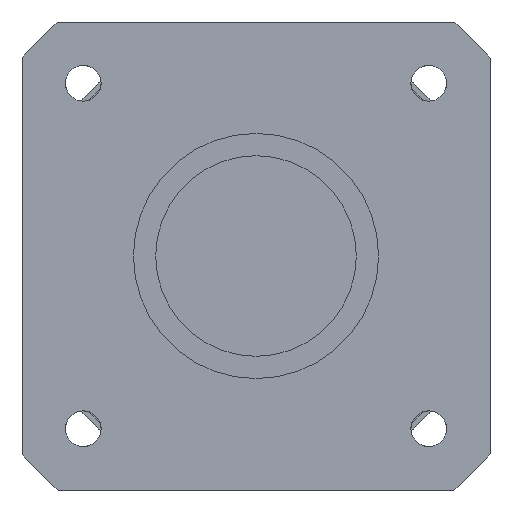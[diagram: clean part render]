
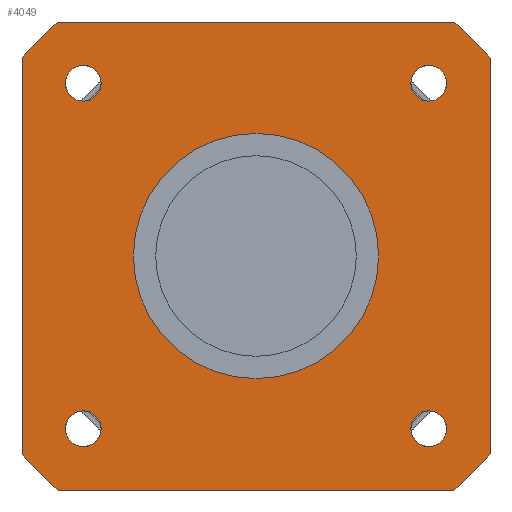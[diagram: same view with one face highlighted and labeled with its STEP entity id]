
A CAD part, left-side view. The second image highlights one B-rep face of the part: STEP entity #4049.
In plain terms, the highlighted planar face has unit normal (-1, 0, 0).
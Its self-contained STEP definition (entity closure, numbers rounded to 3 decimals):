
#89=FACE_BOUND('',#657,.T.);
#90=FACE_BOUND('',#658,.T.);
#91=FACE_BOUND('',#659,.T.);
#92=FACE_BOUND('',#660,.T.);
#93=FACE_BOUND('',#661,.T.);
#227=PLANE('',#4535);
#427=FACE_OUTER_BOUND('',#656,.T.);
#656=EDGE_LOOP('',(#3548,#3549,#3550,#3551,#3552,#3553,#3554,#3555));
#657=EDGE_LOOP('',(#3556));
#658=EDGE_LOOP('',(#3557));
#659=EDGE_LOOP('',(#3558));
#660=EDGE_LOOP('',(#3559));
#661=EDGE_LOOP('',(#3560));
#924=CIRCLE('',#4519,1.6);
#925=CIRCLE('',#4521,1.6);
#926=CIRCLE('',#4523,1.6);
#927=CIRCLE('',#4525,1.6);
#930=CIRCLE('',#4530,11.);
#932=CIRCLE('',#4533,27.5);
#933=CIRCLE('',#4536,27.5);
#934=CIRCLE('',#4537,27.5);
#935=CIRCLE('',#4538,27.5);
#1134=LINE('',#7549,#1349);
#1138=LINE('',#7557,#1353);
#1149=LINE('',#7598,#1364);
#1150=LINE('',#7604,#1365);
#1349=VECTOR('',#5624,10.);
#1353=VECTOR('',#5630,10.);
#1364=VECTOR('',#5675,10.);
#1365=VECTOR('',#5684,10.);
#1820=VERTEX_POINT('',#7541);
#1823=VERTEX_POINT('',#7547);
#1824=VERTEX_POINT('',#7551);
#1826=VERTEX_POINT('',#7555);
#1827=VERTEX_POINT('',#7559);
#1828=VERTEX_POINT('',#7563);
#1829=VERTEX_POINT('',#7567);
#1830=VERTEX_POINT('',#7571);
#1833=VERTEX_POINT('',#7580);
#1836=VERTEX_POINT('',#7587);
#1837=VERTEX_POINT('',#7589);
#1838=VERTEX_POINT('',#7593);
#1840=VERTEX_POINT('',#7600);
#2394=EDGE_CURVE('',#1823,#1820,#1134,.T.);
#2398=EDGE_CURVE('',#1826,#1824,#1138,.T.);
#2400=EDGE_CURVE('',#1827,#1827,#924,.T.);
#2402=EDGE_CURVE('',#1828,#1828,#925,.T.);
#2404=EDGE_CURVE('',#1829,#1829,#926,.T.);
#2406=EDGE_CURVE('',#1830,#1830,#927,.T.);
#2409=EDGE_CURVE('',#1833,#1833,#930,.T.);
#2413=EDGE_CURVE('',#1837,#1836,#932,.T.);
#2418=EDGE_CURVE('',#1837,#1838,#1149,.T.);
#2419=EDGE_CURVE('',#1840,#1824,#933,.T.);
#2420=EDGE_CURVE('',#1826,#1820,#934,.T.);
#2421=EDGE_CURVE('',#1823,#1838,#935,.T.);
#2422=EDGE_CURVE('',#1840,#1836,#1150,.T.);
#3548=ORIENTED_EDGE('',*,*,#2419,.T.);
#3549=ORIENTED_EDGE('',*,*,#2398,.F.);
#3550=ORIENTED_EDGE('',*,*,#2420,.T.);
#3551=ORIENTED_EDGE('',*,*,#2394,.F.);
#3552=ORIENTED_EDGE('',*,*,#2421,.T.);
#3553=ORIENTED_EDGE('',*,*,#2418,.F.);
#3554=ORIENTED_EDGE('',*,*,#2413,.T.);
#3555=ORIENTED_EDGE('',*,*,#2422,.F.);
#3556=ORIENTED_EDGE('',*,*,#2400,.T.);
#3557=ORIENTED_EDGE('',*,*,#2402,.T.);
#3558=ORIENTED_EDGE('',*,*,#2404,.T.);
#3559=ORIENTED_EDGE('',*,*,#2406,.T.);
#3560=ORIENTED_EDGE('',*,*,#2409,.T.);
#4049=ADVANCED_FACE('',(#427,#89,#90,#91,#92,#93),#227,.F.);
#4519=AXIS2_PLACEMENT_3D('',#7561,#5634,#5635);
#4521=AXIS2_PLACEMENT_3D('',#7565,#5639,#5640);
#4523=AXIS2_PLACEMENT_3D('',#7569,#5644,#5645);
#4525=AXIS2_PLACEMENT_3D('',#7573,#5649,#5650);
#4530=AXIS2_PLACEMENT_3D('',#7581,#5659,#5660);
#4533=AXIS2_PLACEMENT_3D('',#7590,#5667,#5668);
#4535=AXIS2_PLACEMENT_3D('',#7599,#5676,#5677);
#4536=AXIS2_PLACEMENT_3D('',#7601,#5678,#5679);
#4537=AXIS2_PLACEMENT_3D('',#7602,#5680,#5681);
#4538=AXIS2_PLACEMENT_3D('',#7603,#5682,#5683);
#5624=DIRECTION('',(0.,1.,0.));
#5630=DIRECTION('',(0.,0.,1.));
#5634=DIRECTION('center_axis',(1.,0.,0.));
#5635=DIRECTION('ref_axis',(0.,0.,
1.));
#5639=DIRECTION('center_axis',(1.,0.,0.));
#5640=DIRECTION('ref_axis',(0.,0.,
1.));
#5644=DIRECTION('center_axis',(1.,0.,0.));
#5645=DIRECTION('ref_axis',(0.,0.,
1.));
#5649=DIRECTION('center_axis',(1.,0.,0.));
#5650=DIRECTION('ref_axis',(0.,0.,
1.));
#5659=DIRECTION('center_axis',(1.,0.,0.));
#5660=DIRECTION('ref_axis',(0.,0.,-1.));
#5667=DIRECTION('center_axis',(-1.,0.,0.));
#5668=DIRECTION('ref_axis',(0.,-0.764,0.646));
#5675=DIRECTION('',(0.,0.,-1.));
#5676=DIRECTION('center_axis',(1.,0.,0.));
#5677=DIRECTION('ref_axis',(0.,0.,-1.));
#5678=DIRECTION('center_axis',(-1.,0.,0.));
#5679=DIRECTION('ref_axis',(0.,0.646,0.764));
#5680=DIRECTION('center_axis',(-1.,0.,0.));
#5681=DIRECTION('ref_axis',(0.,0.764,-0.646));
#5682=DIRECTION('center_axis',(-1.,0.,0.));
#5683=DIRECTION('ref_axis',(0.,-0.646,-0.764));
#5684=DIRECTION('',(0.,-1.,0.));
#7541=CARTESIAN_POINT('',(-23.7,17.755,-21.));
#7547=CARTESIAN_POINT('',(-23.7,-17.755,-21.));
#7549=CARTESIAN_POINT('',(-23.7,-21.,-21.));
#7551=CARTESIAN_POINT('',(-23.7,21.,17.755));
#7555=CARTESIAN_POINT('',(-23.7,21.,-17.755));
#7557=CARTESIAN_POINT('',(-23.7,21.,-21.));
#7559=CARTESIAN_POINT('',(-23.7,-15.5,-17.1));
#7561=CARTESIAN_POINT('Origin',(-23.7,-15.5,-15.5));
#7563=CARTESIAN_POINT('',(-23.7,15.5,13.9));
#7565=CARTESIAN_POINT('Origin',(-23.7,15.5,15.5));
#7567=CARTESIAN_POINT('',(-23.7,15.5,-17.1));
#7569=CARTESIAN_POINT('Origin',(-23.7,15.5,-15.5));
#7571=CARTESIAN_POINT('',(-23.7,-15.5,13.9));
#7573=CARTESIAN_POINT('Origin',(-23.7,-15.5,15.5));
#7580=CARTESIAN_POINT('',(-23.7,0.,11.));
#7581=CARTESIAN_POINT('Origin',(-23.7,0.,0.));
#7587=CARTESIAN_POINT('',(-23.7,-17.755,21.));
#7589=CARTESIAN_POINT('',(-23.7,-21.,17.755));
#7590=CARTESIAN_POINT('Origin',(-23.7,0.,0.));
#7593=CARTESIAN_POINT('',(-23.7,-21.,-17.755));
#7598=CARTESIAN_POINT('',(-23.7,-21.,21.));
#7599=CARTESIAN_POINT('Origin',(-23.7,0.,0.));
#7600=CARTESIAN_POINT('',(-23.7,17.755,21.));
#7601=CARTESIAN_POINT('Origin',(-23.7,0.,0.));
#7602=CARTESIAN_POINT('Origin',(-23.7,0.,0.));
#7603=CARTESIAN_POINT('Origin',(-23.7,0.,0.));
#7604=CARTESIAN_POINT('',(-23.7,21.,21.));
